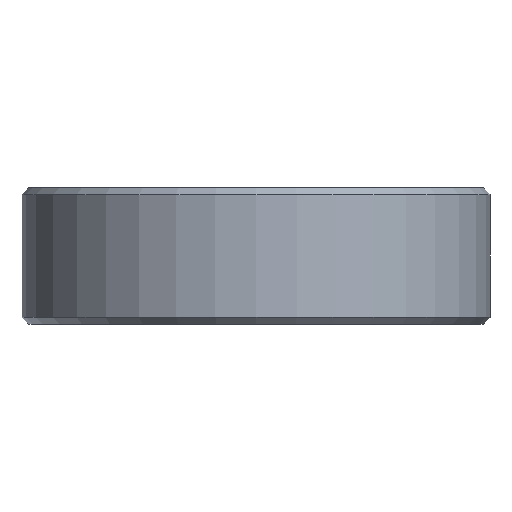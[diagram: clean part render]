
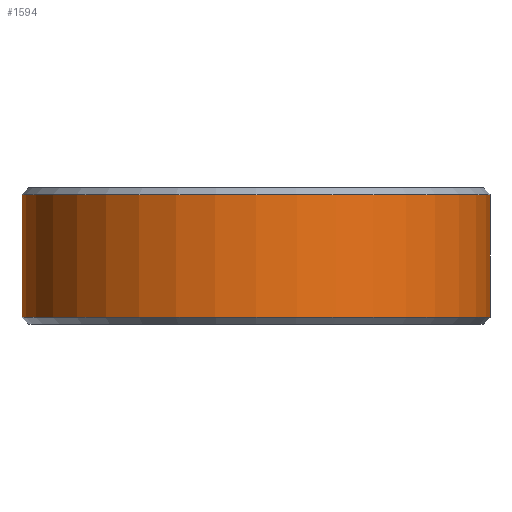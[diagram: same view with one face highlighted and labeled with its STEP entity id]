
A CAD part, front view. The second image highlights one B-rep face of the part: STEP entity #1594.
In plain terms, the highlighted cylindrical face has radius 6 mm (diameter 12 mm), a partial arc.
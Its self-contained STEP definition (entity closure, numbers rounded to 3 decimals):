
#25 = EDGE_CURVE ( 'NONE', #1349, #871, #1346, .T. ) ;
#47 = VERTEX_POINT ( 'NONE', #99 ) ;
#99 = CARTESIAN_POINT ( 'NONE',  ( -6., 0., -1.575 ) ) ;
#111 = EDGE_CURVE ( 'NONE', #47, #1349, #1297, .T. ) ;
#256 = CARTESIAN_POINT ( 'NONE',  ( 6., 0., 1.75 ) ) ;
#315 = DIRECTION ( 'NONE',  ( 0., 0., 1. ) ) ;
#369 = AXIS2_PLACEMENT_3D ( 'NONE', #437, #604, #599 ) ;
#402 = CARTESIAN_POINT ( 'NONE',  ( 6., 0., 1.575 ) ) ;
#407 = ORIENTED_EDGE ( 'NONE', *, *, #501, .T. ) ;
#437 = CARTESIAN_POINT ( 'NONE',  ( 0., 0., -1.575 ) ) ;
#465 = DIRECTION ( 'NONE',  ( 0., 0., 1. ) ) ;
#480 = CARTESIAN_POINT ( 'NONE',  ( -6., 0., 1.75 ) ) ;
#501 = EDGE_CURVE ( 'NONE', #47, #578, #721, .T. ) ;
#516 = EDGE_LOOP ( 'NONE', ( #1025, #407, #531, #767 ) ) ;
#531 = ORIENTED_EDGE ( 'NONE', *, *, #930, .T. ) ;
#536 = DIRECTION ( 'NONE',  ( 0., 0., 1. ) ) ;
#578 = VERTEX_POINT ( 'NONE', #1609 ) ;
#599 = DIRECTION ( 'NONE',  ( 1., 0., 0. ) ) ;
#604 = DIRECTION ( 'NONE',  ( 0., 0., 1. ) ) ;
#606 = LINE ( 'NONE', #256, #624 ) ;
#617 = VECTOR ( 'NONE', #975, 1000. ) ;
#624 = VECTOR ( 'NONE', #536, 1000. ) ;
#721 = CIRCLE ( 'NONE', #369, 6. ) ;
#767 = ORIENTED_EDGE ( 'NONE', *, *, #25, .F. ) ;
#797 = CYLINDRICAL_SURFACE ( 'NONE', #1484, 6. ) ;
#807 = CARTESIAN_POINT ( 'NONE',  ( 0., 0., 1.75 ) ) ;
#871 = VERTEX_POINT ( 'NONE', #402 ) ;
#930 = EDGE_CURVE ( 'NONE', #578, #871, #606, .T. ) ;
#975 = DIRECTION ( 'NONE',  ( 0., 0., 1. ) ) ;
#982 = CARTESIAN_POINT ( 'NONE',  ( 0., 0., 1.575 ) ) ;
#1025 = ORIENTED_EDGE ( 'NONE', *, *, #111, .F. ) ;
#1108 = DIRECTION ( 'NONE',  ( 1., 0., 0. ) ) ;
#1297 = LINE ( 'NONE', #480, #617 ) ;
#1346 = CIRCLE ( 'NONE', #1409, 6. ) ;
#1349 = VERTEX_POINT ( 'NONE', #1399 ) ;
#1352 = DIRECTION ( 'NONE',  ( 1., 0., 0. ) ) ;
#1399 = CARTESIAN_POINT ( 'NONE',  ( -6., 0., 1.575 ) ) ;
#1409 = AXIS2_PLACEMENT_3D ( 'NONE', #982, #465, #1352 ) ;
#1433 = FACE_OUTER_BOUND ( 'NONE', #516, .T. ) ;
#1484 = AXIS2_PLACEMENT_3D ( 'NONE', #807, #315, #1108 ) ;
#1594 = ADVANCED_FACE ( 'NONE', ( #1433 ), #797, .T. ) ;
#1609 = CARTESIAN_POINT ( 'NONE',  ( 6., 0., -1.575 ) ) ;
